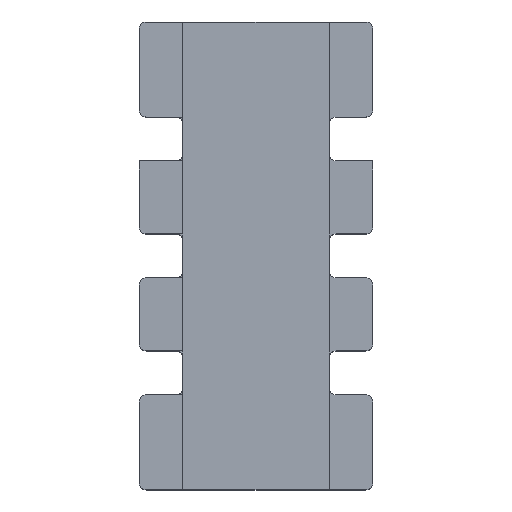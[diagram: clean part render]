
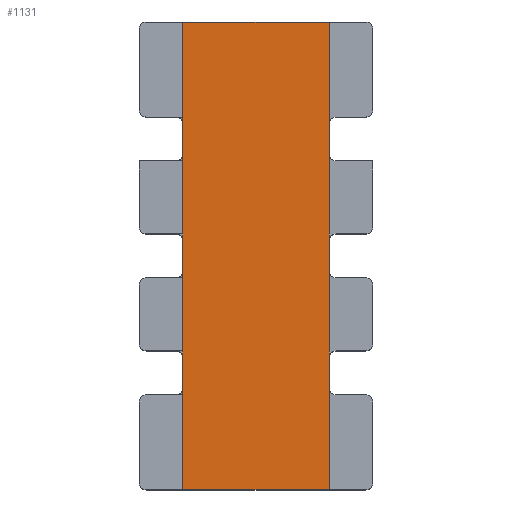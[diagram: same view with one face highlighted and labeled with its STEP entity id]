
A CAD part, top view. The second image highlights one B-rep face of the part: STEP entity #1131.
In plain terms, the highlighted planar face has unit normal (0, 0, 1).
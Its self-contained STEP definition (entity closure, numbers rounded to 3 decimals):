
#255 = VERTEX_POINT('',#256);
#256 = CARTESIAN_POINT('',(0.5,0.7,0.6));
#262 = EDGE_CURVE('',#255,#263,#265,.T.);
#263 = VERTEX_POINT('',#264);
#264 = CARTESIAN_POINT('',(0.5,0.9,0.6));
#265 = LINE('',#266,#267);
#266 = CARTESIAN_POINT('',(0.5,0.65,0.6));
#267 = VECTOR('',#268,1.);
#268 = DIRECTION('',(0.,1.,0.));
#404 = VERTEX_POINT('',#405);
#405 = CARTESIAN_POINT('',(-0.5,1.6,0.6));
#411 = EDGE_CURVE('',#404,#412,#414,.T.);
#412 = VERTEX_POINT('',#413);
#413 = CARTESIAN_POINT('',(0.5,1.6,0.6));
#414 = LINE('',#415,#416);
#415 = CARTESIAN_POINT('',(-0.5,1.6,0.6));
#416 = VECTOR('',#417,1.);
#417 = DIRECTION('',(1.,0.,0.));
#436 = VERTEX_POINT('',#437);
#437 = CARTESIAN_POINT('',(0.5,-0.1,0.6));
#443 = EDGE_CURVE('',#436,#444,#446,.T.);
#444 = VERTEX_POINT('',#445);
#445 = CARTESIAN_POINT('',(0.5,0.1,0.6));
#446 = LINE('',#447,#448);
#447 = CARTESIAN_POINT('',(0.5,-0.15,0.6));
#448 = VECTOR('',#449,1.);
#449 = DIRECTION('',(0.,1.,0.));
#541 = VERTEX_POINT('',#542);
#542 = CARTESIAN_POINT('',(-0.5,-0.9,0.6));
#548 = EDGE_CURVE('',#541,#549,#551,.T.);
#549 = VERTEX_POINT('',#550);
#550 = CARTESIAN_POINT('',(-0.5,-0.7,0.6));
#551 = LINE('',#552,#553);
#552 = CARTESIAN_POINT('',(-0.5,-0.95,0.6));
#553 = VECTOR('',#554,1.);
#554 = DIRECTION('',(0.,1.,0.));
#671 = VERTEX_POINT('',#672);
#672 = CARTESIAN_POINT('',(-0.5,-0.1,0.6));
#678 = EDGE_CURVE('',#671,#679,#681,.T.);
#679 = VERTEX_POINT('',#680);
#680 = CARTESIAN_POINT('',(-0.5,0.1,0.6));
#681 = LINE('',#682,#683);
#682 = CARTESIAN_POINT('',(-0.5,-0.15,0.6));
#683 = VECTOR('',#684,1.);
#684 = DIRECTION('',(0.,1.,0.));
#792 = VERTEX_POINT('',#793);
#793 = CARTESIAN_POINT('',(-0.5,0.7,0.6));
#799 = EDGE_CURVE('',#792,#800,#802,.T.);
#800 = VERTEX_POINT('',#801);
#801 = CARTESIAN_POINT('',(-0.5,0.9,0.6));
#802 = LINE('',#803,#804);
#803 = CARTESIAN_POINT('',(-0.5,0.65,0.6));
#804 = VECTOR('',#805,1.);
#805 = DIRECTION('',(0.,1.,0.));
#965 = VERTEX_POINT('',#966);
#966 = CARTESIAN_POINT('',(0.5,-1.6,0.6));
#972 = EDGE_CURVE('',#965,#973,#975,.T.);
#973 = VERTEX_POINT('',#974);
#974 = CARTESIAN_POINT('',(-0.5,-1.6,0.6));
#975 = LINE('',#976,#977);
#976 = CARTESIAN_POINT('',(0.5,-1.6,0.6));
#977 = VECTOR('',#978,1.);
#978 = DIRECTION('',(-1.,0.,0.));
#1056 = VERTEX_POINT('',#1057);
#1057 = CARTESIAN_POINT('',(0.5,-0.9,0.6));
#1063 = EDGE_CURVE('',#1056,#1064,#1066,.T.);
#1064 = VERTEX_POINT('',#1065);
#1065 = CARTESIAN_POINT('',(0.5,-0.7,0.6));
#1066 = LINE('',#1067,#1068);
#1067 = CARTESIAN_POINT('',(0.5,-0.95,0.6));
#1068 = VECTOR('',#1069,1.);
#1069 = DIRECTION('',(0.,1.,0.));
#1131 = ADVANCED_FACE('',(#1132),#1286,.F.);
#1132 = FACE_BOUND('',#1133,.F.);
#1133 = EDGE_LOOP('',(#1134,#1135,#1143,#1151,#1157,#1158,#1166,#1174,
    #1180,#1181,#1189,#1195,#1196,#1204,#1210,#1211,#1219,#1227,#1233,
    #1234,#1242,#1250,#1256,#1257,#1265,#1271,#1272,#1280));
#1134 = ORIENTED_EDGE('',*,*,#262,.F.);
#1135 = ORIENTED_EDGE('',*,*,#1136,.T.);
#1136 = EDGE_CURVE('',#255,#1137,#1139,.T.);
#1137 = VERTEX_POINT('',#1138);
#1138 = CARTESIAN_POINT('',(0.5,0.65,0.6));
#1139 = LINE('',#1140,#1141);
#1140 = CARTESIAN_POINT('',(0.5,1.6,0.6));
#1141 = VECTOR('',#1142,1.);
#1142 = DIRECTION('',(0.,-1.,0.));
#1143 = ORIENTED_EDGE('',*,*,#1144,.T.);
#1144 = EDGE_CURVE('',#1137,#1145,#1147,.T.);
#1145 = VERTEX_POINT('',#1146);
#1146 = CARTESIAN_POINT('',(0.5,0.15,0.6));
#1147 = LINE('',#1148,#1149);
#1148 = CARTESIAN_POINT('',(0.5,1.6,0.6));
#1149 = VECTOR('',#1150,1.);
#1150 = DIRECTION('',(0.,-1.,0.));
#1151 = ORIENTED_EDGE('',*,*,#1152,.T.);
#1152 = EDGE_CURVE('',#1145,#444,#1153,.T.);
#1153 = LINE('',#1154,#1155);
#1154 = CARTESIAN_POINT('',(0.5,1.6,0.6));
#1155 = VECTOR('',#1156,1.);
#1156 = DIRECTION('',(0.,-1.,0.));
#1157 = ORIENTED_EDGE('',*,*,#443,.F.);
#1158 = ORIENTED_EDGE('',*,*,#1159,.T.);
#1159 = EDGE_CURVE('',#436,#1160,#1162,.T.);
#1160 = VERTEX_POINT('',#1161);
#1161 = CARTESIAN_POINT('',(0.5,-0.15,0.6));
#1162 = LINE('',#1163,#1164);
#1163 = CARTESIAN_POINT('',(0.5,1.6,0.6));
#1164 = VECTOR('',#1165,1.);
#1165 = DIRECTION('',(0.,-1.,0.));
#1166 = ORIENTED_EDGE('',*,*,#1167,.T.);
#1167 = EDGE_CURVE('',#1160,#1168,#1170,.T.);
#1168 = VERTEX_POINT('',#1169);
#1169 = CARTESIAN_POINT('',(0.5,-0.65,0.6));
#1170 = LINE('',#1171,#1172);
#1171 = CARTESIAN_POINT('',(0.5,1.6,0.6));
#1172 = VECTOR('',#1173,1.);
#1173 = DIRECTION('',(0.,-1.,0.));
#1174 = ORIENTED_EDGE('',*,*,#1175,.T.);
#1175 = EDGE_CURVE('',#1168,#1064,#1176,.T.);
#1176 = LINE('',#1177,#1178);
#1177 = CARTESIAN_POINT('',(0.5,1.6,0.6));
#1178 = VECTOR('',#1179,1.);
#1179 = DIRECTION('',(0.,-1.,0.));
#1180 = ORIENTED_EDGE('',*,*,#1063,.F.);
#1181 = ORIENTED_EDGE('',*,*,#1182,.T.);
#1182 = EDGE_CURVE('',#1056,#1183,#1185,.T.);
#1183 = VERTEX_POINT('',#1184);
#1184 = CARTESIAN_POINT('',(0.5,-0.95,0.6));
#1185 = LINE('',#1186,#1187);
#1186 = CARTESIAN_POINT('',(0.5,1.6,0.6));
#1187 = VECTOR('',#1188,1.);
#1188 = DIRECTION('',(0.,-1.,0.));
#1189 = ORIENTED_EDGE('',*,*,#1190,.T.);
#1190 = EDGE_CURVE('',#1183,#965,#1191,.T.);
#1191 = LINE('',#1192,#1193);
#1192 = CARTESIAN_POINT('',(0.5,1.6,0.6));
#1193 = VECTOR('',#1194,1.);
#1194 = DIRECTION('',(0.,-1.,0.));
#1195 = ORIENTED_EDGE('',*,*,#972,.T.);
#1196 = ORIENTED_EDGE('',*,*,#1197,.T.);
#1197 = EDGE_CURVE('',#973,#1198,#1200,.T.);
#1198 = VERTEX_POINT('',#1199);
#1199 = CARTESIAN_POINT('',(-0.5,-0.95,0.6));
#1200 = LINE('',#1201,#1202);
#1201 = CARTESIAN_POINT('',(-0.5,-1.6,0.6));
#1202 = VECTOR('',#1203,1.);
#1203 = DIRECTION('',(0.,1.,0.));
#1204 = ORIENTED_EDGE('',*,*,#1205,.T.);
#1205 = EDGE_CURVE('',#1198,#541,#1206,.T.);
#1206 = LINE('',#1207,#1208);
#1207 = CARTESIAN_POINT('',(-0.5,-0.95,0.6));
#1208 = VECTOR('',#1209,1.);
#1209 = DIRECTION('',(0.,1.,0.));
#1210 = ORIENTED_EDGE('',*,*,#548,.T.);
#1211 = ORIENTED_EDGE('',*,*,#1212,.T.);
#1212 = EDGE_CURVE('',#549,#1213,#1215,.T.);
#1213 = VERTEX_POINT('',#1214);
#1214 = CARTESIAN_POINT('',(-0.5,-0.65,0.6));
#1215 = LINE('',#1216,#1217);
#1216 = CARTESIAN_POINT('',(-0.5,-0.95,0.6));
#1217 = VECTOR('',#1218,1.);
#1218 = DIRECTION('',(0.,1.,0.));
#1219 = ORIENTED_EDGE('',*,*,#1220,.T.);
#1220 = EDGE_CURVE('',#1213,#1221,#1223,.T.);
#1221 = VERTEX_POINT('',#1222);
#1222 = CARTESIAN_POINT('',(-0.5,-0.15,0.6));
#1223 = LINE('',#1224,#1225);
#1224 = CARTESIAN_POINT('',(-0.5,-1.6,0.6));
#1225 = VECTOR('',#1226,1.);
#1226 = DIRECTION('',(0.,1.,0.));
#1227 = ORIENTED_EDGE('',*,*,#1228,.T.);
#1228 = EDGE_CURVE('',#1221,#671,#1229,.T.);
#1229 = LINE('',#1230,#1231);
#1230 = CARTESIAN_POINT('',(-0.5,-0.15,0.6));
#1231 = VECTOR('',#1232,1.);
#1232 = DIRECTION('',(0.,1.,0.));
#1233 = ORIENTED_EDGE('',*,*,#678,.T.);
#1234 = ORIENTED_EDGE('',*,*,#1235,.T.);
#1235 = EDGE_CURVE('',#679,#1236,#1238,.T.);
#1236 = VERTEX_POINT('',#1237);
#1237 = CARTESIAN_POINT('',(-0.5,0.15,0.6));
#1238 = LINE('',#1239,#1240);
#1239 = CARTESIAN_POINT('',(-0.5,-0.15,0.6));
#1240 = VECTOR('',#1241,1.);
#1241 = DIRECTION('',(0.,1.,0.));
#1242 = ORIENTED_EDGE('',*,*,#1243,.T.);
#1243 = EDGE_CURVE('',#1236,#1244,#1246,.T.);
#1244 = VERTEX_POINT('',#1245);
#1245 = CARTESIAN_POINT('',(-0.5,0.65,0.6));
#1246 = LINE('',#1247,#1248);
#1247 = CARTESIAN_POINT('',(-0.5,-1.6,0.6));
#1248 = VECTOR('',#1249,1.);
#1249 = DIRECTION('',(0.,1.,0.));
#1250 = ORIENTED_EDGE('',*,*,#1251,.T.);
#1251 = EDGE_CURVE('',#1244,#792,#1252,.T.);
#1252 = LINE('',#1253,#1254);
#1253 = CARTESIAN_POINT('',(-0.5,0.65,0.6));
#1254 = VECTOR('',#1255,1.);
#1255 = DIRECTION('',(0.,1.,0.));
#1256 = ORIENTED_EDGE('',*,*,#799,.T.);
#1257 = ORIENTED_EDGE('',*,*,#1258,.T.);
#1258 = EDGE_CURVE('',#800,#1259,#1261,.T.);
#1259 = VERTEX_POINT('',#1260);
#1260 = CARTESIAN_POINT('',(-0.5,0.95,0.6));
#1261 = LINE('',#1262,#1263);
#1262 = CARTESIAN_POINT('',(-0.5,0.65,0.6));
#1263 = VECTOR('',#1264,1.);
#1264 = DIRECTION('',(0.,1.,0.));
#1265 = ORIENTED_EDGE('',*,*,#1266,.T.);
#1266 = EDGE_CURVE('',#1259,#404,#1267,.T.);
#1267 = LINE('',#1268,#1269);
#1268 = CARTESIAN_POINT('',(-0.5,-1.6,0.6));
#1269 = VECTOR('',#1270,1.);
#1270 = DIRECTION('',(0.,1.,0.));
#1271 = ORIENTED_EDGE('',*,*,#411,.T.);
#1272 = ORIENTED_EDGE('',*,*,#1273,.T.);
#1273 = EDGE_CURVE('',#412,#1274,#1276,.T.);
#1274 = VERTEX_POINT('',#1275);
#1275 = CARTESIAN_POINT('',(0.5,0.95,0.6));
#1276 = LINE('',#1277,#1278);
#1277 = CARTESIAN_POINT('',(0.5,1.6,0.6));
#1278 = VECTOR('',#1279,1.);
#1279 = DIRECTION('',(0.,-1.,0.));
#1280 = ORIENTED_EDGE('',*,*,#1281,.T.);
#1281 = EDGE_CURVE('',#1274,#263,#1282,.T.);
#1282 = LINE('',#1283,#1284);
#1283 = CARTESIAN_POINT('',(0.5,1.6,0.6));
#1284 = VECTOR('',#1285,1.);
#1285 = DIRECTION('',(0.,-1.,0.));
#1286 = PLANE('',#1287);
#1287 = AXIS2_PLACEMENT_3D('',#1288,#1289,#1290);
#1288 = CARTESIAN_POINT('',(0.,0.,0.6));
#1289 = DIRECTION('',(0.,-0.,-1.));
#1290 = DIRECTION('',(0.,-1.,0.));
